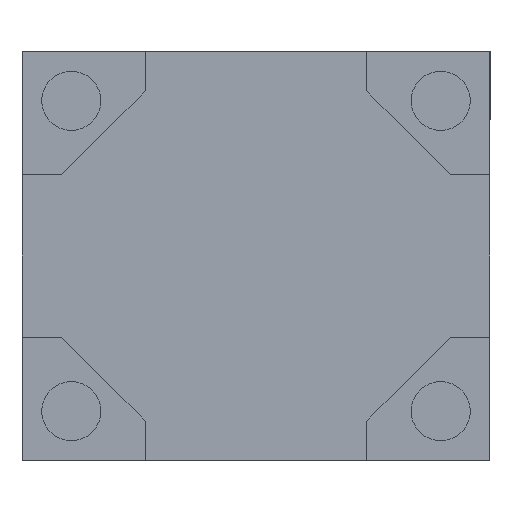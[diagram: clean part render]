
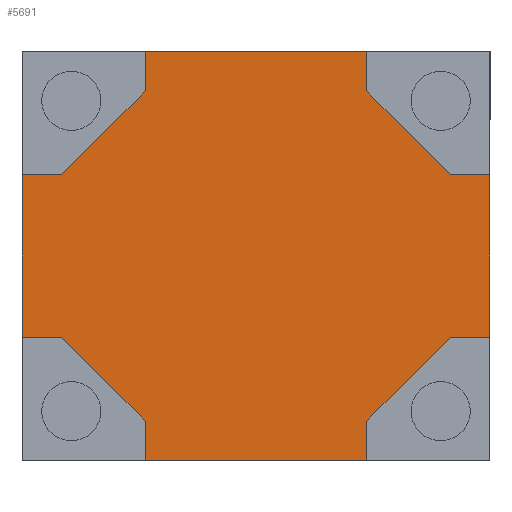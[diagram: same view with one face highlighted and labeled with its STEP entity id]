
A CAD part, front view. The second image highlights one B-rep face of the part: STEP entity #5691.
In plain terms, the highlighted planar face has unit normal (0, -1, 0).
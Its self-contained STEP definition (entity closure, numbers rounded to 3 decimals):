
#65 = CARTESIAN_POINT ( 'NONE',  ( -3.95, 0., 1.65 ) ) ;
#69 = CARTESIAN_POINT ( 'NONE',  ( -2.25, 0., -4.15 ) ) ;
#165 = LINE ( 'NONE', #65, #1205 ) ;
#266 = DIRECTION ( 'NONE',  ( 0., 0., -1. ) ) ;
#268 = CARTESIAN_POINT ( 'NONE',  ( 4.75, 0., -4.15 ) ) ;
#269 = LINE ( 'NONE', #268, #1083 ) ;
#708 = DIRECTION ( 'NONE',  ( 1., 0., 0. ) ) ;
#709 = CARTESIAN_POINT ( 'NONE',  ( -4.75, 0., 4.15 ) ) ;
#716 = LINE ( 'NONE', #709, #1063 ) ;
#811 = LINE ( 'NONE', #69, #1241 ) ;
#832 = DIRECTION ( 'NONE',  ( 1., 0., 0. ) ) ;
#1027 = DIRECTION ( 'NONE',  ( 0., 0., -1. ) ) ;
#1030 = LINE ( 'NONE', #1039, #1638 ) ;
#1039 = CARTESIAN_POINT ( 'NONE',  ( 2.25, 0., -4.15 ) ) ;
#1063 = VECTOR ( 'NONE', #708, 1000. ) ;
#1083 = VECTOR ( 'NONE', #266, 1000. ) ;
#1205 = VECTOR ( 'NONE', #832, 1000. ) ;
#1241 = VECTOR ( 'NONE', #6013, 1000. ) ;
#1322 = VECTOR ( 'NONE', #4008, 1000. ) ;
#1502 = AXIS2_PLACEMENT_3D ( 'NONE', #2110, #2373, #2150 ) ;
#1638 = VECTOR ( 'NONE', #1027, 1000. ) ;
#1684 = VECTOR ( 'NONE', #4952, 1000. ) ;
#1689 = VECTOR ( 'NONE', #4395, 1000. ) ;
#1714 = VECTOR ( 'NONE', #5334, 1000. ) ;
#1795 = VECTOR ( 'NONE', #4361, 1000. ) ;
#1802 = VECTOR ( 'NONE', #4661, 1000. ) ;
#1824 = VECTOR ( 'NONE', #4787, 1000. ) ;
#1825 = VECTOR ( 'NONE', #4414, 1000. ) ;
#1850 = VECTOR ( 'NONE', #4793, 1000. ) ;
#1994 = VECTOR ( 'NONE', #5308, 1000. ) ;
#2031 = VECTOR ( 'NONE', #5018, 1000. ) ;
#2037 = PLANE ( 'NONE',  #1502 ) ;
#2110 = CARTESIAN_POINT ( 'NONE',  ( 4.75, 0., 4.15 ) ) ;
#2150 = DIRECTION ( 'NONE',  ( 0., 0., 1. ) ) ;
#2359 = FACE_OUTER_BOUND ( 'NONE', #3227, .T. ) ;
#2373 = DIRECTION ( 'NONE',  ( 0., 1., 0. ) ) ;
#3010 = ORIENTED_EDGE ( 'NONE', *, *, #5796, .F. ) ;
#3019 = ORIENTED_EDGE ( 'NONE', *, *, #5587, .F. ) ;
#3038 = ORIENTED_EDGE ( 'NONE', *, *, #5470, .F. ) ;
#3039 = ORIENTED_EDGE ( 'NONE', *, *, #5420, .F. ) ;
#3043 = ORIENTED_EDGE ( 'NONE', *, *, #5382, .F. ) ;
#3045 = ORIENTED_EDGE ( 'NONE', *, *, #5603, .F. ) ;
#3054 = ORIENTED_EDGE ( 'NONE', *, *, #5357, .F. ) ;
#3055 = ORIENTED_EDGE ( 'NONE', *, *, #5384, .F. ) ;
#3056 = ORIENTED_EDGE ( 'NONE', *, *, #5726, .F. ) ;
#3059 = ORIENTED_EDGE ( 'NONE', *, *, #5515, .F. ) ;
#3068 = ORIENTED_EDGE ( 'NONE', *, *, #5358, .F. ) ;
#3076 = ORIENTED_EDGE ( 'NONE', *, *, #5755, .F. ) ;
#3087 = ORIENTED_EDGE ( 'NONE', *, *, #5550, .F. ) ;
#3098 = ORIENTED_EDGE ( 'NONE', *, *, #5793, .F. ) ;
#3101 = ORIENTED_EDGE ( 'NONE', *, *, #5366, .F. ) ;
#3104 = ORIENTED_EDGE ( 'NONE', *, *, #5419, .F. ) ;
#3227 = EDGE_LOOP ( 'NONE', ( #3104, #3019, #3054, #3068, #3101, #3045, #3039, #3056, #3055, #3043, #3087, #3098, #3076, #3010, #3059, #3038 ) ) ;
#3500 = VERTEX_POINT ( 'NONE', #3712 ) ;
#3514 = VERTEX_POINT ( 'NONE', #3726 ) ;
#3515 = VERTEX_POINT ( 'NONE', #3727 ) ;
#3516 = VERTEX_POINT ( 'NONE', #3728 ) ;
#3517 = VERTEX_POINT ( 'NONE', #3729 ) ;
#3518 = VERTEX_POINT ( 'NONE', #3730 ) ;
#3523 = VERTEX_POINT ( 'NONE', #3735 ) ;
#3527 = VERTEX_POINT ( 'NONE', #3739 ) ;
#3529 = VERTEX_POINT ( 'NONE', #3741 ) ;
#3530 = VERTEX_POINT ( 'NONE', #3742 ) ;
#3531 = VERTEX_POINT ( 'NONE', #3743 ) ;
#3532 = VERTEX_POINT ( 'NONE', #3744 ) ;
#3533 = VERTEX_POINT ( 'NONE', #3745 ) ;
#3534 = VERTEX_POINT ( 'NONE', #3746 ) ;
#3536 = VERTEX_POINT ( 'NONE', #3748 ) ;
#3538 = VERTEX_POINT ( 'NONE', #3750 ) ;
#3712 = CARTESIAN_POINT ( 'NONE',  ( -4.75, 0., 1.65 ) ) ;
#3726 = CARTESIAN_POINT ( 'NONE',  ( 4.75, 0., 1.65 ) ) ;
#3727 = CARTESIAN_POINT ( 'NONE',  ( 4.75, 0., -1.65 ) ) ;
#3728 = CARTESIAN_POINT ( 'NONE',  ( -2.25, 0., -4.15 ) ) ;
#3729 = CARTESIAN_POINT ( 'NONE',  ( -4.75, 0., -1.65 ) ) ;
#3730 = CARTESIAN_POINT ( 'NONE',  ( 2.25, 0., -4.15 ) ) ;
#3735 = CARTESIAN_POINT ( 'NONE',  ( -2.25, 0., 3.35 ) ) ;
#3739 = CARTESIAN_POINT ( 'NONE',  ( -3.95, 0., -1.65 ) ) ;
#3741 = CARTESIAN_POINT ( 'NONE',  ( -2.25, 0., 4.15 ) ) ;
#3742 = CARTESIAN_POINT ( 'NONE',  ( 2.25, 0., 4.15 ) ) ;
#3743 = CARTESIAN_POINT ( 'NONE',  ( 3.95, 0., 1.65 ) ) ;
#3744 = CARTESIAN_POINT ( 'NONE',  ( -3.95, 0., 1.65 ) ) ;
#3745 = CARTESIAN_POINT ( 'NONE',  ( 2.25, 0., -3.35 ) ) ;
#3746 = CARTESIAN_POINT ( 'NONE',  ( -2.25, 0., -3.35 ) ) ;
#3748 = CARTESIAN_POINT ( 'NONE',  ( 3.95, 0., -1.65 ) ) ;
#3750 = CARTESIAN_POINT ( 'NONE',  ( 2.25, 0., 3.35 ) ) ;
#3854 = LINE ( 'NONE', #5335, #1714 ) ;
#4008 = DIRECTION ( 'NONE',  ( 0., 0., 1. ) ) ;
#4142 = CARTESIAN_POINT ( 'NONE',  ( -2.25, 0., 4.15 ) ) ;
#4160 = CARTESIAN_POINT ( 'NONE',  ( -4.75, 0., -4.15 ) ) ;
#4252 = LINE ( 'NONE', #4627, #1689 ) ;
#4361 = DIRECTION ( 'NONE',  ( -0.707, 0., -0.707 ) ) ;
#4362 = CARTESIAN_POINT ( 'NONE',  ( 2.25, 0., -3.35 ) ) ;
#4364 = LINE ( 'NONE', #4362, #1795 ) ;
#4395 = DIRECTION ( 'NONE',  ( 0.707, 0., 0.707 ) ) ;
#4405 = LINE ( 'NONE', #4160, #1684 ) ;
#4414 = DIRECTION ( 'NONE',  ( -1., 0., 0. ) ) ;
#4428 = LINE ( 'NONE', #4439, #1825 ) ;
#4439 = CARTESIAN_POINT ( 'NONE',  ( 3.95, 0., -1.65 ) ) ;
#4452 = LINE ( 'NONE', #4142, #1322 ) ;
#4627 = CARTESIAN_POINT ( 'NONE',  ( -2.25, 0., 3.35 ) ) ;
#4661 = DIRECTION ( 'NONE',  ( -0.707, 0., 0.707 ) ) ;
#4673 = LINE ( 'NONE', #4739, #1802 ) ;
#4739 = CARTESIAN_POINT ( 'NONE',  ( -2.25, 0., -3.35 ) ) ;
#4787 = DIRECTION ( 'NONE',  ( -1., 0., 0. ) ) ;
#4793 = DIRECTION ( 'NONE',  ( 0., 0., 1. ) ) ;
#4794 = CARTESIAN_POINT ( 'NONE',  ( -4.75, 0., -4.15 ) ) ;
#4797 = LINE ( 'NONE', #4794, #1850 ) ;
#4801 = LINE ( 'NONE', #4841, #1824 ) ;
#4841 = CARTESIAN_POINT ( 'NONE',  ( -3.95, 0., -1.65 ) ) ;
#4952 = DIRECTION ( 'NONE',  ( -1., 0., 0. ) ) ;
#5018 = DIRECTION ( 'NONE',  ( 1., 0., 0. ) ) ;
#5134 = CARTESIAN_POINT ( 'NONE',  ( 2.25, 0., 4.15 ) ) ;
#5249 = CARTESIAN_POINT ( 'NONE',  ( 3.95, 0., 1.65 ) ) ;
#5284 = LINE ( 'NONE', #5249, #2031 ) ;
#5308 = DIRECTION ( 'NONE',  ( 0., 0., -1. ) ) ;
#5330 = LINE ( 'NONE', #5134, #1994 ) ;
#5334 = DIRECTION ( 'NONE',  ( 0.707, 0., -0.707 ) ) ;
#5335 = CARTESIAN_POINT ( 'NONE',  ( 2.25, 0., 3.35 ) ) ;
#5357 = EDGE_CURVE ( 'NONE', #3517, #3500, #4797, .T. ) ;
#5358 = EDGE_CURVE ( 'NONE', #3527, #3517, #4801, .T. ) ;
#5366 = EDGE_CURVE ( 'NONE', #3534, #3527, #4673, .T. ) ;
#5382 = EDGE_CURVE ( 'NONE', #3515, #3536, #4428, .T. ) ;
#5384 = EDGE_CURVE ( 'NONE', #3536, #3533, #4364, .T. ) ;
#5419 = EDGE_CURVE ( 'NONE', #3532, #3523, #4252, .T. ) ;
#5420 = EDGE_CURVE ( 'NONE', #3518, #3516, #4405, .T. ) ;
#5470 = EDGE_CURVE ( 'NONE', #3523, #3529, #4452, .T. ) ;
#5515 = EDGE_CURVE ( 'NONE', #3529, #3530, #716, .T. ) ;
#5550 = EDGE_CURVE ( 'NONE', #3514, #3515, #269, .T. ) ;
#5587 = EDGE_CURVE ( 'NONE', #3500, #3532, #165, .T. ) ;
#5603 = EDGE_CURVE ( 'NONE', #3516, #3534, #811, .T. ) ;
#5691 = ADVANCED_FACE ( 'NONE', ( #2359 ), #2037, .F. ) ;
#5726 = EDGE_CURVE ( 'NONE', #3533, #3518, #1030, .T. ) ;
#5755 = EDGE_CURVE ( 'NONE', #3538, #3531, #3854, .T. ) ;
#5793 = EDGE_CURVE ( 'NONE', #3531, #3514, #5284, .T. ) ;
#5796 = EDGE_CURVE ( 'NONE', #3530, #3538, #5330, .T. ) ;
#6013 = DIRECTION ( 'NONE',  ( 0., 0., 1. ) ) ;
